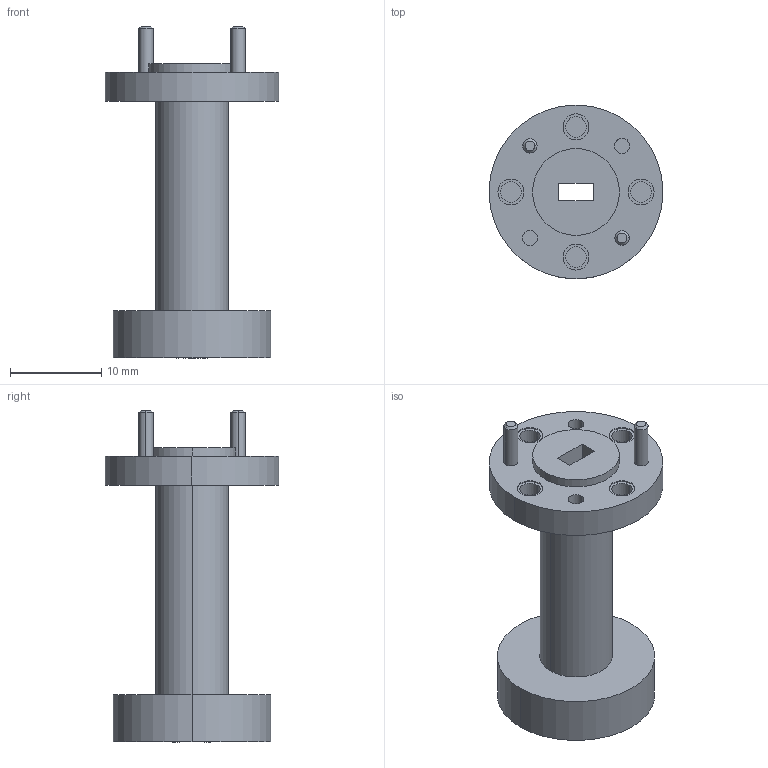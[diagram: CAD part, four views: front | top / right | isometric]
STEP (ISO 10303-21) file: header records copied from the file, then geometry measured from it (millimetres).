
FILE_DESCRIPTION (( 'STEP AP214' ), '1' );
FILE_NAME ('PEWAN1069-FMWAN1069.step', '2021-05-25T15:54:44', ( '' ), ( '' ), 'SwSTEP 2.0', 'SolidWorks 2020', '' );
FILE_SCHEMA (( 'AUTOMOTIVE_DESIGN' ));
Length unit declared in the file: inch
Products named in the file (1): PEWAN1069-FMWAN1069
Bounding box: 19.05 x 19.05 x 36.4 mm (x, y, z)
Volume: 2257 mm3; surface area: 3490.8 mm2
Topology: 1 solids, 1 shells, 85 faces, 184 edges, 120 vertices
Faces by surface type: cylinder 52, plane 25, cone 4, bspline 4
Entity records: 2598 total; most frequent: CARTESIAN_POINT 526, DIRECTION 452, ORIENTED_EDGE 368, AXIS2_PLACEMENT_3D 190, EDGE_CURVE 184, VERTEX_POINT 120, EDGE_LOOP 118, CIRCLE 108
